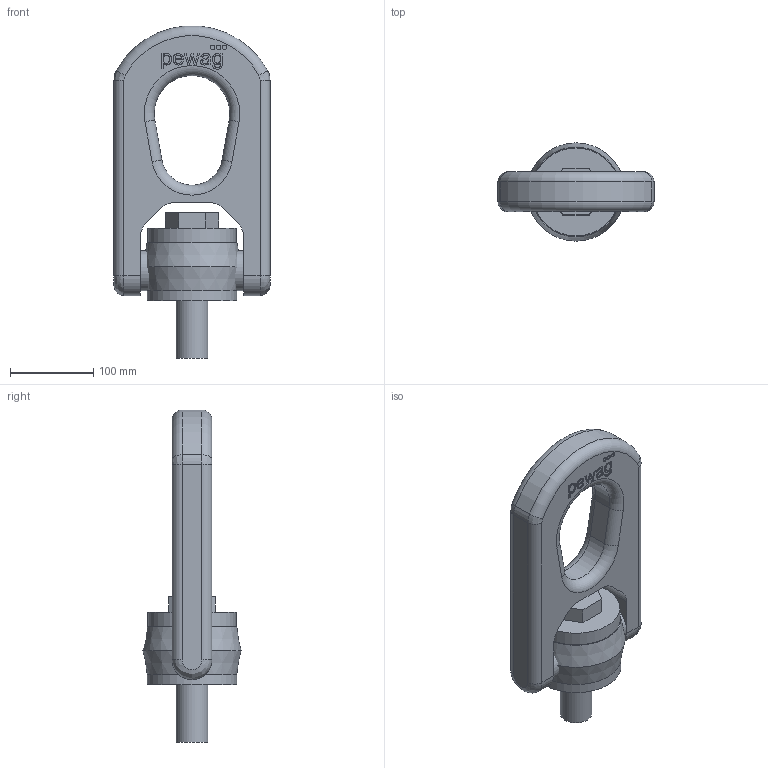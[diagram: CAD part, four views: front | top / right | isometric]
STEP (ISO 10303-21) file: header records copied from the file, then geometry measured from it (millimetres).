
FILE_DESCRIPTION(/* description */ (''),/* implementation_level */ '2;1');
FILE_NAME(/* name */ 'PLBW_U_1_1_2.stp',/* time_stamp */ '2017-11-09T08:48:28+01:00',/* author */ (''),/* organization */ (''),/* preprocessor_version */ 'ST-DEVELOPER v16',/* originating_system */ 'SIEMENS PLM Software NX 11.0',/* authorisation */ '');
FILE_SCHEMA (('AUTOMOTIVE_DESIGN { 1 0 10303 214 3 1 1 1 }'));
Length unit declared in the file: millimetre
Products named in the file (1): PLBW_U_1_1_2
Bounding box: 188 x 118.23 x 399.65 mm (x, y, z)
Volume: 2807017.3 mm3; surface area: 206835.7 mm2
Topology: 2 solids, 2 shells, 254 faces, 651 edges, 427 vertices
Faces by surface type: plane 121, extrusion 90, cylinder 29, bspline 6, torus 6, cone 2
Full cylindrical faces by diameter (mm): 5.46 x6, 38.1 x1, 48 x1, 106 x1, 108 x1
Entity records: 9833 total; most frequent: CARTESIAN_POINT 2909, ORIENTED_EDGE 1264, DIRECTION 872, EDGE_CURVE 632, VERTEX_POINT 420, VECTOR 398, B_SPLINE_CURVE_WITH_KNOTS 336, LINE 308
